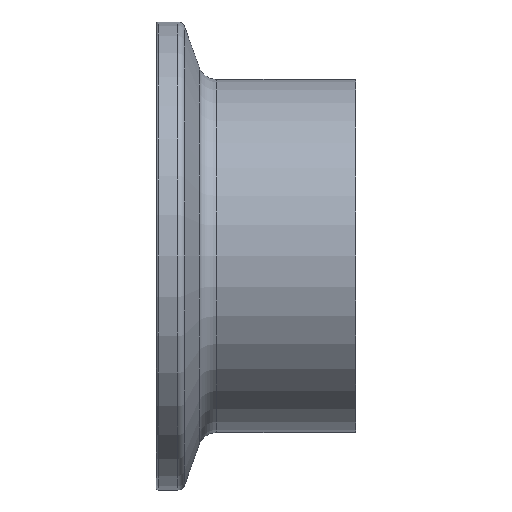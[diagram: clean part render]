
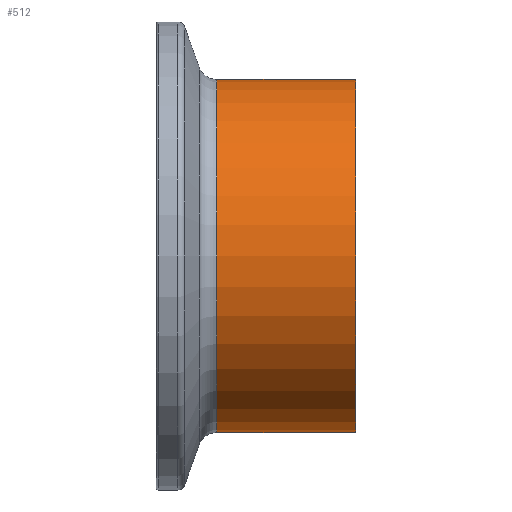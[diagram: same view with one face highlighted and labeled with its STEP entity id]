
A CAD part, front view. The second image highlights one B-rep face of the part: STEP entity #512.
In plain terms, the highlighted cylindrical face has radius 19.05 mm (diameter 38.1 mm), a partial arc.
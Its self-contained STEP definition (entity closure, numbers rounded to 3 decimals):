
#15 = EDGE_CURVE ( 'NONE', #545, #388, #597, .T. ) ;
#22 = ORIENTED_EDGE ( 'NONE', *, *, #241, .F. ) ;
#75 = CYLINDRICAL_SURFACE ( 'NONE', #498, 19.05 ) ;
#76 = ORIENTED_EDGE ( 'NONE', *, *, #492, .T. ) ;
#157 = CARTESIAN_POINT ( 'NONE',  ( 0., 0., -19.05 ) ) ;
#201 = CARTESIAN_POINT ( 'NONE',  ( 6.507, 0., 0. ) ) ;
#241 = EDGE_CURVE ( 'NONE', #388, #453, #346, .T. ) ;
#248 = AXIS2_PLACEMENT_3D ( 'NONE', #201, #420, #669 ) ;
#291 = DIRECTION ( 'NONE',  ( -1., 0., 0. ) ) ;
#321 = DIRECTION ( 'NONE',  ( -1., 0., 0. ) ) ;
#328 = EDGE_CURVE ( 'NONE', #545, #648, #730, .T. ) ;
#332 = CARTESIAN_POINT ( 'NONE',  ( 21.5, 0., 0. ) ) ;
#346 = CIRCLE ( 'NONE', #248, 19.05 ) ;
#359 = FACE_OUTER_BOUND ( 'NONE', #726, .T. ) ;
#388 = VERTEX_POINT ( 'NONE', #446 ) ;
#400 = CARTESIAN_POINT ( 'NONE',  ( 21.5, 0., 19.05 ) ) ;
#409 = DIRECTION ( 'NONE',  ( 0., 0., 1. ) ) ;
#413 = VECTOR ( 'NONE', #321, 1000. ) ;
#414 = CARTESIAN_POINT ( 'NONE',  ( 6.507, 0., 19.05 ) ) ;
#417 = CARTESIAN_POINT ( 'NONE',  ( 0., 0., 0. ) ) ;
#420 = DIRECTION ( 'NONE',  ( -1., 0., 0. ) ) ;
#446 = CARTESIAN_POINT ( 'NONE',  ( 6.507, 0., -19.05 ) ) ;
#453 = VERTEX_POINT ( 'NONE', #414 ) ;
#454 = DIRECTION ( 'NONE',  ( 0., 0., 1. ) ) ;
#492 = EDGE_CURVE ( 'NONE', #648, #453, #584, .T. ) ;
#498 = AXIS2_PLACEMENT_3D ( 'NONE', #417, #532, #409 ) ;
#512 = ADVANCED_FACE ( 'NONE', ( #359 ), #75, .T. ) ;
#532 = DIRECTION ( 'NONE',  ( -1., 0., 0. ) ) ;
#545 = VERTEX_POINT ( 'NONE', #698 ) ;
#560 = ORIENTED_EDGE ( 'NONE', *, *, #328, .T. ) ;
#584 = LINE ( 'NONE', #645, #734 ) ;
#597 = LINE ( 'NONE', #157, #413 ) ;
#620 = AXIS2_PLACEMENT_3D ( 'NONE', #332, #742, #454 ) ;
#645 = CARTESIAN_POINT ( 'NONE',  ( 0., 0., 19.05 ) ) ;
#648 = VERTEX_POINT ( 'NONE', #400 ) ;
#669 = DIRECTION ( 'NONE',  ( 0., 0., 1. ) ) ;
#679 = ORIENTED_EDGE ( 'NONE', *, *, #15, .F. ) ;
#698 = CARTESIAN_POINT ( 'NONE',  ( 21.5, 0., -19.05 ) ) ;
#726 = EDGE_LOOP ( 'NONE', ( #679, #560, #76, #22 ) ) ;
#730 = CIRCLE ( 'NONE', #620, 19.05 ) ;
#734 = VECTOR ( 'NONE', #291, 1000. ) ;
#742 = DIRECTION ( 'NONE',  ( -1., 0., 0. ) ) ;
